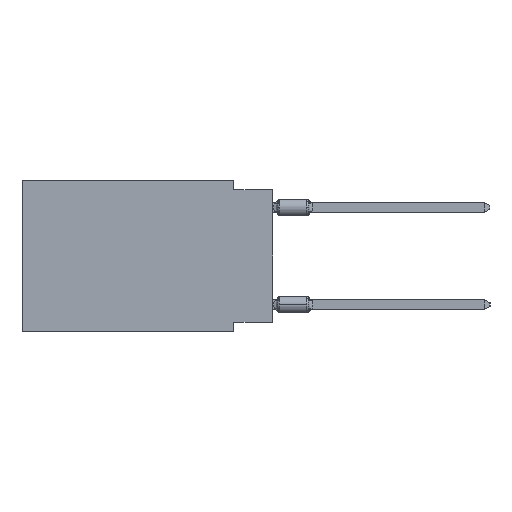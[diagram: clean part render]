
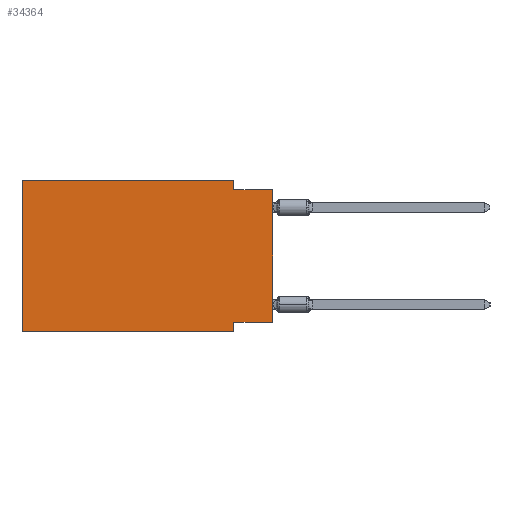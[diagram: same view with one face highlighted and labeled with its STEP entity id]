
A CAD part, left-side view. The second image highlights one B-rep face of the part: STEP entity #34364.
In plain terms, the highlighted planar face has unit normal (-1, 0, 0).
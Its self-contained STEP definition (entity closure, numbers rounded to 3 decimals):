
#1110 = DIRECTION ( 'NONE',  ( 0., 0., -1. ) ) ;
#3731 = AXIS2_PLACEMENT_3D ( 'NONE', #36080, #60738, #31171 ) ;
#9210 = VECTOR ( 'NONE', #13740, 1000. ) ;
#9592 = ORIENTED_EDGE ( 'NONE', *, *, #35742, .F. ) ;
#10228 = VECTOR ( 'NONE', #23045, 1000. ) ;
#10391 = LINE ( 'NONE', #59949, #21659 ) ;
#10397 = ORIENTED_EDGE ( 'NONE', *, *, #19911, .T. ) ;
#13199 = ORIENTED_EDGE ( 'NONE', *, *, #63852, .F. ) ;
#13243 = CARTESIAN_POINT ( 'NONE',  ( 0., 2.54, -9.906 ) ) ;
#13740 = DIRECTION ( 'NONE',  ( 0., 1., 0. ) ) ;
#13757 = CARTESIAN_POINT ( 'NONE',  ( 0., 2.54, 0. ) ) ;
#14078 = VERTEX_POINT ( 'NONE', #13243 ) ;
#14948 = VERTEX_POINT ( 'NONE', #13757 ) ;
#15377 = EDGE_CURVE ( 'NONE', #14948, #47257, #49658, .T. ) ;
#18255 = LINE ( 'NONE', #53029, #48930 ) ;
#19911 = EDGE_CURVE ( 'NONE', #26408, #14078, #33871, .T. ) ;
#20463 = CARTESIAN_POINT ( 'NONE',  ( 0., 16.383, 0. ) ) ;
#21659 = VECTOR ( 'NONE', #34967, 1000. ) ;
#23045 = DIRECTION ( 'NONE',  ( 0., -1., 0. ) ) ;
#23424 = CARTESIAN_POINT ( 'NONE',  ( 0., 0., -0.635 ) ) ;
#23781 = ORIENTED_EDGE ( 'NONE', *, *, #15377, .F. ) ;
#24908 = VECTOR ( 'NONE', #1110, 1000. ) ;
#25093 = CARTESIAN_POINT ( 'NONE',  ( 0., 2.54, -0.635 ) ) ;
#26248 = PLANE ( 'NONE',  #3731 ) ;
#26408 = VERTEX_POINT ( 'NONE', #48219 ) ;
#28803 = LINE ( 'NONE', #58688, #9210 ) ;
#29558 = EDGE_LOOP ( 'NONE', ( #46204, #9592, #23781, #60656, #38950, #10397, #37511, #13199 ) ) ;
#30887 = VERTEX_POINT ( 'NONE', #23424 ) ;
#31171 = DIRECTION ( 'NONE',  ( 0., 0., -1. ) ) ;
#33657 = DIRECTION ( 'NONE',  ( 0., 0., 1. ) ) ;
#33871 = LINE ( 'NONE', #53906, #10228 ) ;
#34356 = VERTEX_POINT ( 'NONE', #51518 ) ;
#34364 = ADVANCED_FACE ( 'NONE', ( #60425 ), #26248, .F. ) ;
#34967 = DIRECTION ( 'NONE',  ( 0., -1., 0. ) ) ;
#35742 = EDGE_CURVE ( 'NONE', #47257, #30887, #54610, .T. ) ;
#36080 = CARTESIAN_POINT ( 'NONE',  ( 0., 16.383, 0. ) ) ;
#36682 = EDGE_CURVE ( 'NONE', #26408, #55254, #18255, .T. ) ;
#37435 = LINE ( 'NONE', #52535, #50911 ) ;
#37511 = ORIENTED_EDGE ( 'NONE', *, *, #38691, .F. ) ;
#38084 = DIRECTION ( 'NONE',  ( 0., 0., 1. ) ) ;
#38120 = EDGE_CURVE ( 'NONE', #55254, #14948, #10391, .T. ) ;
#38691 = EDGE_CURVE ( 'NONE', #63882, #14078, #57161, .T. ) ;
#38950 = ORIENTED_EDGE ( 'NONE', *, *, #36682, .F. ) ;
#44728 = DIRECTION ( 'NONE',  ( 0., 0., -1. ) ) ;
#45369 = CARTESIAN_POINT ( 'NONE',  ( 0., 2.54, 0. ) ) ;
#46204 = ORIENTED_EDGE ( 'NONE', *, *, #61927, .T. ) ;
#46823 = VECTOR ( 'NONE', #54931, 1000. ) ;
#47257 = VERTEX_POINT ( 'NONE', #25093 ) ;
#48219 = CARTESIAN_POINT ( 'NONE',  ( 0., 16.383, -9.906 ) ) ;
#48930 = VECTOR ( 'NONE', #33657, 1000. ) ;
#49658 = LINE ( 'NONE', #45369, #62268 ) ;
#50911 = VECTOR ( 'NONE', #38084, 1000. ) ;
#51271 = CARTESIAN_POINT ( 'NONE',  ( 0., 2.54, -9.906 ) ) ;
#51518 = CARTESIAN_POINT ( 'NONE',  ( 0., 0., -9.271 ) ) ;
#52535 = CARTESIAN_POINT ( 'NONE',  ( 0., 0., 0. ) ) ;
#53029 = CARTESIAN_POINT ( 'NONE',  ( 0., 16.383, 0. ) ) ;
#53906 = CARTESIAN_POINT ( 'NONE',  ( 0., 16.383, -9.906 ) ) ;
#54610 = LINE ( 'NONE', #59868, #46823 ) ;
#54931 = DIRECTION ( 'NONE',  ( 0., -1., 0. ) ) ;
#55254 = VERTEX_POINT ( 'NONE', #20463 ) ;
#56334 = CARTESIAN_POINT ( 'NONE',  ( 0., 2.54, -9.271 ) ) ;
#57161 = LINE ( 'NONE', #51271, #24908 ) ;
#58688 = CARTESIAN_POINT ( 'NONE',  ( 0., 0., -9.271 ) ) ;
#59868 = CARTESIAN_POINT ( 'NONE',  ( 0., 0., -0.635 ) ) ;
#59949 = CARTESIAN_POINT ( 'NONE',  ( 0., 16.383, 0. ) ) ;
#60425 = FACE_OUTER_BOUND ( 'NONE', #29558, .T. ) ;
#60656 = ORIENTED_EDGE ( 'NONE', *, *, #38120, .F. ) ;
#60738 = DIRECTION ( 'NONE',  ( 1., 0., 0. ) ) ;
#61927 = EDGE_CURVE ( 'NONE', #34356, #30887, #37435, .T. ) ;
#62268 = VECTOR ( 'NONE', #44728, 1000. ) ;
#63852 = EDGE_CURVE ( 'NONE', #34356, #63882, #28803, .T. ) ;
#63882 = VERTEX_POINT ( 'NONE', #56334 ) ;
